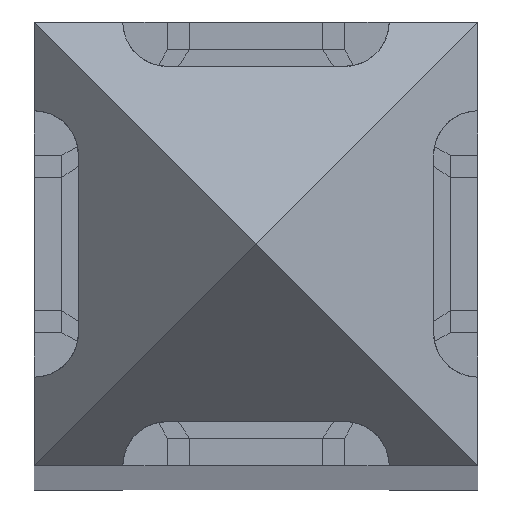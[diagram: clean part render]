
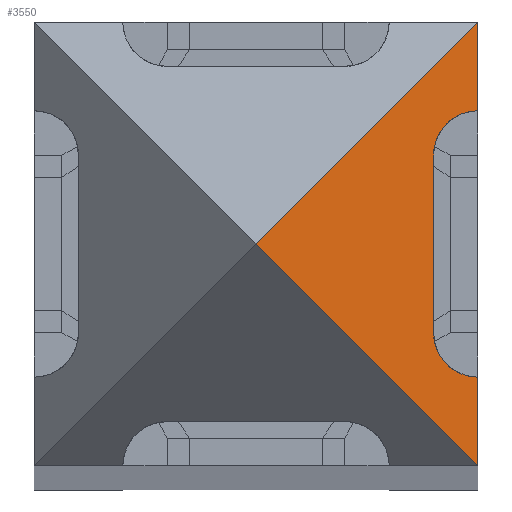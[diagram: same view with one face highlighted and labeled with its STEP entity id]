
A CAD part, top view. The second image highlights one B-rep face of the part: STEP entity #3550.
In plain terms, the highlighted planar face has unit normal (0.707, 0, 0.707).
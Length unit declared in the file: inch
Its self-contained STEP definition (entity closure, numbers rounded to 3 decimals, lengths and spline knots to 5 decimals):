
#84=PLANE('',#3841);
#299=FACE_OUTER_BOUND('',#532,.T.);
#532=EDGE_LOOP('',(#2570,#2571,#2572,#2573,#2574,#2575,#2576));
#797=ELLIPSE('',#3828,0.28284,0.2);
#799=ELLIPSE('',#3835,0.28284,0.2);
#824=LINE('',#5187,#1272);
#829=LINE('',#5195,#1277);
#830=LINE('',#5197,#1278);
#831=LINE('',#5198,#1279);
#832=LINE('',#5199,#1280);
#1272=VECTOR('',#4167,0.3937);
#1277=VECTOR('',#4174,0.3937);
#1278=VECTOR('',#4177,0.3937);
#1279=VECTOR('',#4178,0.3937);
#1280=VECTOR('',#4179,0.3937);
#1710=VERTEX_POINT('',#5140);
#1712=VERTEX_POINT('',#5143);
#1718=VERTEX_POINT('',#5158);
#1721=VERTEX_POINT('',#5163);
#1727=VERTEX_POINT('',#5181);
#1728=VERTEX_POINT('',#5186);
#1730=VERTEX_POINT('',#5193);
#2040=EDGE_CURVE('',#1712,#1710,#797,.T.);
#2050=EDGE_CURVE('',#1718,#1721,#799,.T.);
#2061=EDGE_CURVE('',#1727,#1728,#824,.T.);
#2066=EDGE_CURVE('',#1721,#1730,#829,.T.);
#2067=EDGE_CURVE('',#1710,#1718,#830,.T.);
#2068=EDGE_CURVE('',#1730,#1728,#831,.T.);
#2069=EDGE_CURVE('',#1727,#1712,#832,.T.);
#2570=ORIENTED_EDGE('',*,*,#2040,.T.);
#2571=ORIENTED_EDGE('',*,*,#2067,.T.);
#2572=ORIENTED_EDGE('',*,*,#2050,.T.);
#2573=ORIENTED_EDGE('',*,*,#2066,.T.);
#2574=ORIENTED_EDGE('',*,*,#2068,.T.);
#2575=ORIENTED_EDGE('',*,*,#2061,.F.);
#2576=ORIENTED_EDGE('',*,*,#2069,.T.);
#3550=ADVANCED_FACE('',(#299),#84,.T.);
#3828=AXIS2_PLACEMENT_3D('',#5144,#4128,#4129);
#3835=AXIS2_PLACEMENT_3D('',#5165,#4147,#4148);
#3841=AXIS2_PLACEMENT_3D('',#5196,#4175,#4176);
#4128=DIRECTION('center_axis',(-0.707,0.,-0.707));
#4129=DIRECTION('ref_axis',(0.707,0.,-0.707));
#4147=DIRECTION('center_axis',(-0.707,0.,-0.707));
#4148=DIRECTION('ref_axis',(0.707,0.,-0.707));
#4167=DIRECTION('',(-0.577,0.577,0.577));
#4174=DIRECTION('',(0.,1.,0.));
#4175=DIRECTION('center_axis',(0.707,0.,0.707));
#4176=DIRECTION('ref_axis',(0.707,0.,-0.707));
#4177=DIRECTION('',(0.,1.,0.));
#4178=DIRECTION('',(-0.577,-0.577,0.577));
#4179=DIRECTION('',(0.,1.,0.));
#5140=CARTESIAN_POINT('',(0.8,-0.4,0.2));
#5143=CARTESIAN_POINT('',(1.,-0.6,0.));
#5144=CARTESIAN_POINT('Origin',(1.,-0.4,0.));
#5158=CARTESIAN_POINT('',(0.8,0.4,0.2));
#5163=CARTESIAN_POINT('',(1.,0.6,0.));
#5165=CARTESIAN_POINT('Origin',(1.,0.4,0.));
#5181=CARTESIAN_POINT('',(1.,-1.,0.));
#5186=CARTESIAN_POINT('',(0.,0.,1.));
#5187=CARTESIAN_POINT('',(1.,-1.,0.));
#5193=CARTESIAN_POINT('',(1.,1.,0.));
#5195=CARTESIAN_POINT('',(1.,-1.,0.));
#5196=CARTESIAN_POINT('Origin',(1.,-1.,0.));
#5197=CARTESIAN_POINT('',(0.8,-0.7,0.2));
#5198=CARTESIAN_POINT('',(1.,1.,0.));
#5199=CARTESIAN_POINT('',(1.,-1.,0.));
